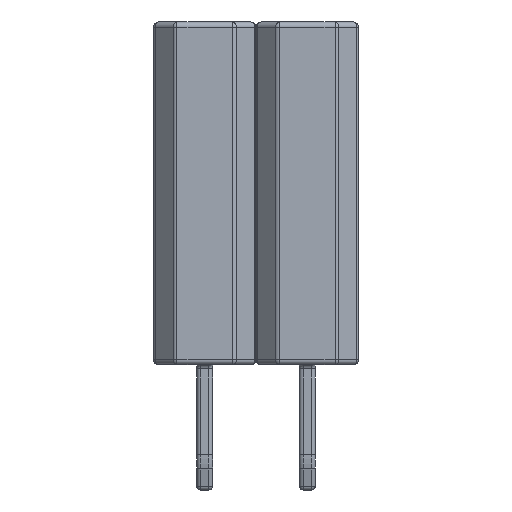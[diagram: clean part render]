
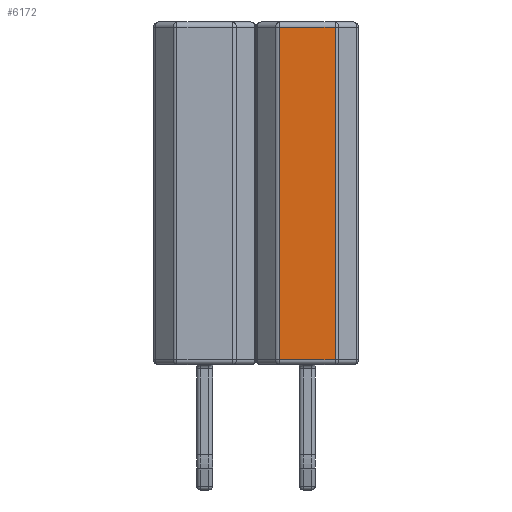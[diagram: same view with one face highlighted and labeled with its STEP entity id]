
A CAD part, left-side view. The second image highlights one B-rep face of the part: STEP entity #6172.
In plain terms, the highlighted planar face has unit normal (-1, 0, 0).
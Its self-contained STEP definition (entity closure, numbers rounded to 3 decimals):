
#5514 = CYLINDRICAL_SURFACE('',#5515,0.125);
#5515 = AXIS2_PLACEMENT_3D('',#5516,#5517,#5518);
#5516 = CARTESIAN_POINT('',(-1.145,0.692,0.));
#5517 = DIRECTION('',(0.,0.,1.));
#5518 = DIRECTION('',(-0.707,0.707,0.));
#5619 = VERTEX_POINT('',#5620);
#5620 = CARTESIAN_POINT('',(-1.27,0.692,0.125));
#5647 = EDGE_CURVE('',#5619,#5648,#5650,.T.);
#5648 = VERTEX_POINT('',#5649);
#5649 = CARTESIAN_POINT('',(-1.27,0.692,8.375));
#5650 = SURFACE_CURVE('',#5651,(#5655,#5662),.PCURVE_S1.);
#5651 = LINE('',#5652,#5653);
#5652 = CARTESIAN_POINT('',(-1.27,0.692,0.));
#5653 = VECTOR('',#5654,1.);
#5654 = DIRECTION('',(0.,0.,1.));
#5655 = PCURVE('',#5514,#5656);
#5656 = DEFINITIONAL_REPRESENTATION('',(#5657),#5661);
#5657 = LINE('',#5658,#5659);
#5658 = CARTESIAN_POINT('',(0.785,0.));
#5659 = VECTOR('',#5660,1.);
#5660 = DIRECTION('',(0.,1.));
#5661 = ( GEOMETRIC_REPRESENTATION_CONTEXT(2) 
PARAMETRIC_REPRESENTATION_CONTEXT() REPRESENTATION_CONTEXT('2D SPACE',''
  ) );
#5662 = PCURVE('',#5663,#5668);
#5663 = PLANE('',#5664);
#5664 = AXIS2_PLACEMENT_3D('',#5665,#5666,#5667);
#5665 = CARTESIAN_POINT('',(-1.27,-0.744,0.));
#5666 = DIRECTION('',(-1.,0.,0.));
#5667 = DIRECTION('',(0.,1.,0.));
#5668 = DEFINITIONAL_REPRESENTATION('',(#5669),#5673);
#5669 = LINE('',#5670,#5671);
#5670 = CARTESIAN_POINT('',(1.436,0.));
#5671 = VECTOR('',#5672,1.);
#5672 = DIRECTION('',(0.,-1.));
#5673 = ( GEOMETRIC_REPRESENTATION_CONTEXT(2) 
PARAMETRIC_REPRESENTATION_CONTEXT() REPRESENTATION_CONTEXT('2D SPACE',''
  ) );
#5877 = CYLINDRICAL_SURFACE('',#5878,0.125);
#5878 = AXIS2_PLACEMENT_3D('',#5879,#5880,#5881);
#5879 = CARTESIAN_POINT('',(-1.145,-0.744,8.375));
#5880 = DIRECTION('',(0.,1.,0.));
#5881 = DIRECTION('',(-1.,0.,0.));
#6159 = CYLINDRICAL_SURFACE('',#6160,0.125);
#6160 = AXIS2_PLACEMENT_3D('',#6161,#6162,#6163);
#6161 = CARTESIAN_POINT('',(-1.145,-0.744,0.125));
#6162 = DIRECTION('',(0.,1.,0.));
#6163 = DIRECTION('',(-1.,0.,0.));
#6172 = ADVANCED_FACE('',(#6173),#5663,.T.);
#6173 = FACE_BOUND('',#6174,.T.);
#6174 = EDGE_LOOP('',(#6175,#6198,#6199,#6222));
#6175 = ORIENTED_EDGE('',*,*,#6176,.T.);
#6176 = EDGE_CURVE('',#6177,#5648,#6179,.T.);
#6177 = VERTEX_POINT('',#6178);
#6178 = CARTESIAN_POINT('',(-1.27,-0.692,8.375));
#6179 = SURFACE_CURVE('',#6180,(#6184,#6191),.PCURVE_S1.);
#6180 = LINE('',#6181,#6182);
#6181 = CARTESIAN_POINT('',(-1.27,-0.744,8.375));
#6182 = VECTOR('',#6183,1.);
#6183 = DIRECTION('',(0.,1.,0.));
#6184 = PCURVE('',#5663,#6185);
#6185 = DEFINITIONAL_REPRESENTATION('',(#6186),#6190);
#6186 = LINE('',#6187,#6188);
#6187 = CARTESIAN_POINT('',(0.,-8.375));
#6188 = VECTOR('',#6189,1.);
#6189 = DIRECTION('',(1.,0.));
#6190 = ( GEOMETRIC_REPRESENTATION_CONTEXT(2) 
PARAMETRIC_REPRESENTATION_CONTEXT() REPRESENTATION_CONTEXT('2D SPACE',''
  ) );
#6191 = PCURVE('',#5877,#6192);
#6192 = DEFINITIONAL_REPRESENTATION('',(#6193),#6197);
#6193 = LINE('',#6194,#6195);
#6194 = CARTESIAN_POINT('',(0.,0.));
#6195 = VECTOR('',#6196,1.);
#6196 = DIRECTION('',(0.,1.));
#6197 = ( GEOMETRIC_REPRESENTATION_CONTEXT(2) 
PARAMETRIC_REPRESENTATION_CONTEXT() REPRESENTATION_CONTEXT('2D SPACE',''
  ) );
#6198 = ORIENTED_EDGE('',*,*,#5647,.F.);
#6199 = ORIENTED_EDGE('',*,*,#6200,.F.);
#6200 = EDGE_CURVE('',#6201,#5619,#6203,.T.);
#6201 = VERTEX_POINT('',#6202);
#6202 = CARTESIAN_POINT('',(-1.27,-0.692,0.125));
#6203 = SURFACE_CURVE('',#6204,(#6208,#6215),.PCURVE_S1.);
#6204 = LINE('',#6205,#6206);
#6205 = CARTESIAN_POINT('',(-1.27,-0.744,0.125));
#6206 = VECTOR('',#6207,1.);
#6207 = DIRECTION('',(0.,1.,0.));
#6208 = PCURVE('',#5663,#6209);
#6209 = DEFINITIONAL_REPRESENTATION('',(#6210),#6214);
#6210 = LINE('',#6211,#6212);
#6211 = CARTESIAN_POINT('',(0.,-0.125));
#6212 = VECTOR('',#6213,1.);
#6213 = DIRECTION('',(1.,0.));
#6214 = ( GEOMETRIC_REPRESENTATION_CONTEXT(2) 
PARAMETRIC_REPRESENTATION_CONTEXT() REPRESENTATION_CONTEXT('2D SPACE',''
  ) );
#6215 = PCURVE('',#6159,#6216);
#6216 = DEFINITIONAL_REPRESENTATION('',(#6217),#6221);
#6217 = LINE('',#6218,#6219);
#6218 = CARTESIAN_POINT('',(-0.,0.));
#6219 = VECTOR('',#6220,1.);
#6220 = DIRECTION('',(-0.,1.));
#6221 = ( GEOMETRIC_REPRESENTATION_CONTEXT(2) 
PARAMETRIC_REPRESENTATION_CONTEXT() REPRESENTATION_CONTEXT('2D SPACE',''
  ) );
#6222 = ORIENTED_EDGE('',*,*,#6223,.T.);
#6223 = EDGE_CURVE('',#6201,#6177,#6224,.T.);
#6224 = SURFACE_CURVE('',#6225,(#6229,#6236),.PCURVE_S1.);
#6225 = LINE('',#6226,#6227);
#6226 = CARTESIAN_POINT('',(-1.27,-0.692,0.));
#6227 = VECTOR('',#6228,1.);
#6228 = DIRECTION('',(0.,0.,1.));
#6229 = PCURVE('',#5663,#6230);
#6230 = DEFINITIONAL_REPRESENTATION('',(#6231),#6235);
#6231 = LINE('',#6232,#6233);
#6232 = CARTESIAN_POINT('',(0.052,0.));
#6233 = VECTOR('',#6234,1.);
#6234 = DIRECTION('',(0.,-1.));
#6235 = ( GEOMETRIC_REPRESENTATION_CONTEXT(2) 
PARAMETRIC_REPRESENTATION_CONTEXT() REPRESENTATION_CONTEXT('2D SPACE',''
  ) );
#6236 = PCURVE('',#6237,#6242);
#6237 = CYLINDRICAL_SURFACE('',#6238,0.125);
#6238 = AXIS2_PLACEMENT_3D('',#6239,#6240,#6241);
#6239 = CARTESIAN_POINT('',(-1.145,-0.692,0.));
#6240 = DIRECTION('',(0.,0.,1.));
#6241 = DIRECTION('',(-1.,0.,0.));
#6242 = DEFINITIONAL_REPRESENTATION('',(#6243),#6247);
#6243 = LINE('',#6244,#6245);
#6244 = CARTESIAN_POINT('',(0.,0.));
#6245 = VECTOR('',#6246,1.);
#6246 = DIRECTION('',(0.,1.));
#6247 = ( GEOMETRIC_REPRESENTATION_CONTEXT(2) 
PARAMETRIC_REPRESENTATION_CONTEXT() REPRESENTATION_CONTEXT('2D SPACE',''
  ) );
